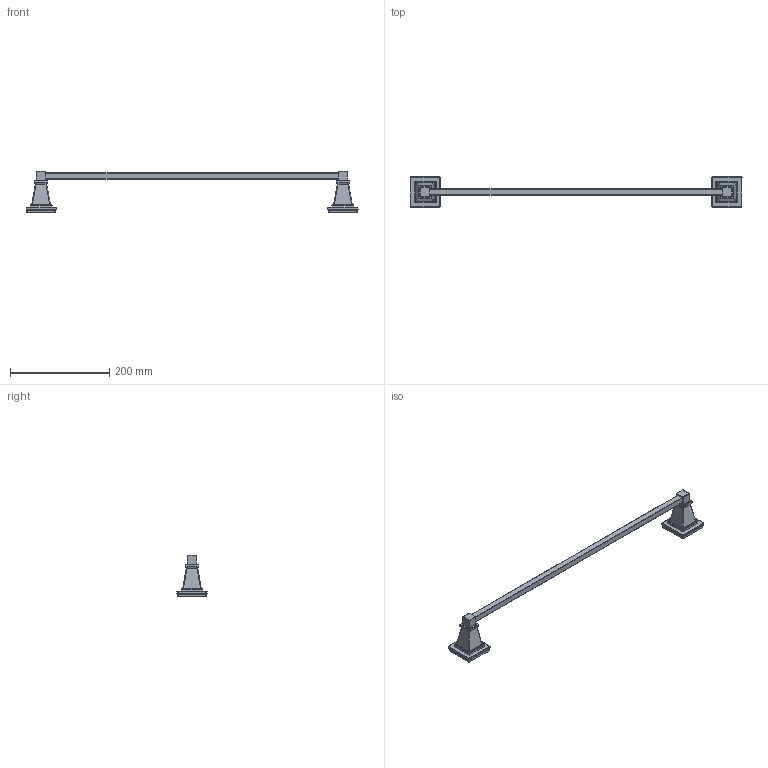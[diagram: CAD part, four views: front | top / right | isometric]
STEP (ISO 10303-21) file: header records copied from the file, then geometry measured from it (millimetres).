
FILE_DESCRIPTION((''),'2;1');
FILE_NAME('43-02','2016-11-15T',('vinay.hs'),(''),'PRO/ENGINEER BY PARAMETRIC TECHNOLOGY CORPORATION, 2014000','PRO/ENGINEER BY PARAMETRIC TECHNOLOGY CORPORATION, 2014000','');
FILE_SCHEMA(('CONFIG_CONTROL_DESIGN'));
Length unit declared in the file: inch
Products named in the file (1): 43-02
Bounding box: 670.31 x 60.71 x 84.2 mm (x, y, z)
Surface area: 78833.7 mm2 (no closed solid volume)
Topology: 0 solids, 0 shells, 340 faces, 1528 edges, 1506 vertices
Faces by surface type: bspline 310, torus 22, sphere 8
Entity records: 31447 total; most frequent: CARTESIAN_POINT 18854, DIRECTION 1894, TRIMMED_CURVE 1510, DEFINITIONAL_REPRESENTATION 1476, PCURVE 1476, COMPOSITE_CURVE_SEGMENT 1476, VECTOR 1186, LINE 1186
